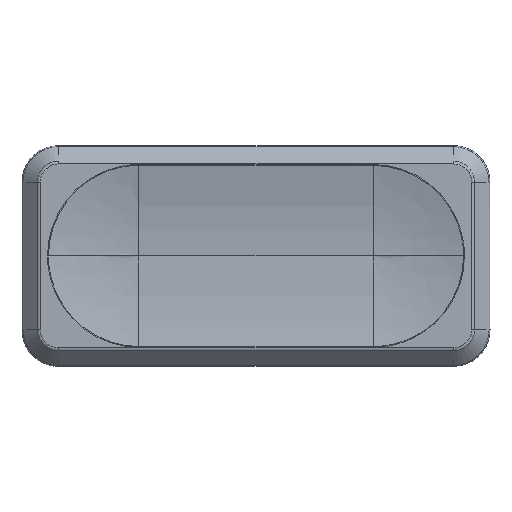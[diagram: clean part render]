
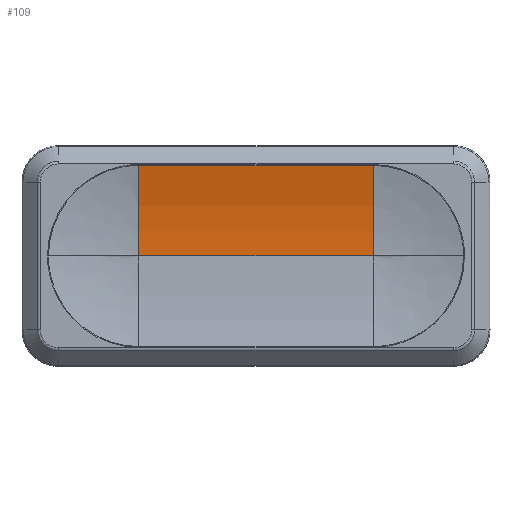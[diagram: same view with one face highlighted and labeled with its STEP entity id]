
A CAD part, top view. The second image highlights one B-rep face of the part: STEP entity #109.
In plain terms, the highlighted free-form (B-spline) face has degree [2, 1] with [3, 2] control points.
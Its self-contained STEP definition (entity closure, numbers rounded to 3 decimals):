
#109=ADVANCED_FACE('',(#204),#1316,.T.);
#204=FACE_OUTER_BOUND('',#302,.T.);
#302=EDGE_LOOP('',(#700,#701,#702,#703));
#700=ORIENTED_EDGE('',*,*,#918,.T.);
#701=ORIENTED_EDGE('',*,*,#936,.F.);
#702=ORIENTED_EDGE('',*,*,#927,.F.);
#703=ORIENTED_EDGE('',*,*,#935,.F.);
#918=EDGE_CURVE('',#1263,#1260,#1049,.T.);
#927=EDGE_CURVE('',#1268,#1267,#1058,.T.);
#935=EDGE_CURVE('',#1263,#1268,#1147,.T.);
#936=EDGE_CURVE('',#1267,#1260,#1148,.T.);
#1049=(
BOUNDED_CURVE()
B_SPLINE_CURVE(2,(#2728,#2729,#2730),.UNSPECIFIED.,.F.,.F.)
B_SPLINE_CURVE_WITH_KNOTS((3,3),(0.092,7.517),
 .UNSPECIFIED.)
CURVE()
GEOMETRIC_REPRESENTATION_ITEM()
RATIONAL_B_SPLINE_CURVE((1.,1.,1.))
REPRESENTATION_ITEM('')
);
#1058=(
BOUNDED_CURVE()
B_SPLINE_CURVE(2,(#2755,#2756,#2757),.UNSPECIFIED.,.F.,.F.)
B_SPLINE_CURVE_WITH_KNOTS((3,3),(0.092,7.517),
 .UNSPECIFIED.)
CURVE()
GEOMETRIC_REPRESENTATION_ITEM()
RATIONAL_B_SPLINE_CURVE((1.,1.,1.))
REPRESENTATION_ITEM('')
);
#1147=B_SPLINE_CURVE_WITH_KNOTS('',1,(#2779,#2780),.UNSPECIFIED.,.F.,.F.,
(2,2),(0.,1.),.UNSPECIFIED.);
#1148=B_SPLINE_CURVE_WITH_KNOTS('',1,(#2781,#2782),.UNSPECIFIED.,.F.,.F.,
(2,2),(-1.,0.),.UNSPECIFIED.);
#1260=VERTEX_POINT('',#2052);
#1263=VERTEX_POINT('',#2055);
#1267=VERTEX_POINT('',#2059);
#1268=VERTEX_POINT('',#2060);
#1316=(
BOUNDED_SURFACE()
B_SPLINE_SURFACE(2,1,((#1929,#1930),(#1931,#1932),(#1933,#1934)),
 .UNSPECIFIED.,.F.,.F.,.F.)
B_SPLINE_SURFACE_WITH_KNOTS((3,3),(2,2),(0.092,7.517),
(0.,1.),.UNSPECIFIED.)
GEOMETRIC_REPRESENTATION_ITEM()
RATIONAL_B_SPLINE_SURFACE(((1.,1.),(1.,1.),(1.,1.)))
REPRESENTATION_ITEM('')
SURFACE()
);
#1929=CARTESIAN_POINT('',(-59.441,-113.746,9.442));
#1930=CARTESIAN_POINT('',(-41.891,-113.746,9.442));
#1931=CARTESIAN_POINT('',(-59.441,-117.141,8.624));
#1932=CARTESIAN_POINT('',(-41.891,-117.141,8.624));
#1933=CARTESIAN_POINT('',(-59.441,-120.537,8.624));
#1934=CARTESIAN_POINT('',(-41.891,-120.537,8.624));
#2052=CARTESIAN_POINT('',(-59.441,-120.537,8.624));
#2055=CARTESIAN_POINT('',(-59.441,-113.746,9.442));
#2059=CARTESIAN_POINT('',(-41.891,-120.537,8.624));
#2060=CARTESIAN_POINT('',(-41.891,-113.746,9.442));
#2728=CARTESIAN_POINT('',(-59.441,-113.746,9.442));
#2729=CARTESIAN_POINT('',(-59.441,-117.141,8.624));
#2730=CARTESIAN_POINT('',(-59.441,-120.537,8.624));
#2755=CARTESIAN_POINT('',(-41.891,-113.746,9.442));
#2756=CARTESIAN_POINT('',(-41.891,-117.141,8.624));
#2757=CARTESIAN_POINT('',(-41.891,-120.537,8.624));
#2779=CARTESIAN_POINT('',(-59.441,-113.746,9.442));
#2780=CARTESIAN_POINT('',(-41.891,-113.746,9.442));
#2781=CARTESIAN_POINT('',(-41.891,-120.537,8.624));
#2782=CARTESIAN_POINT('',(-59.441,-120.537,8.624));
